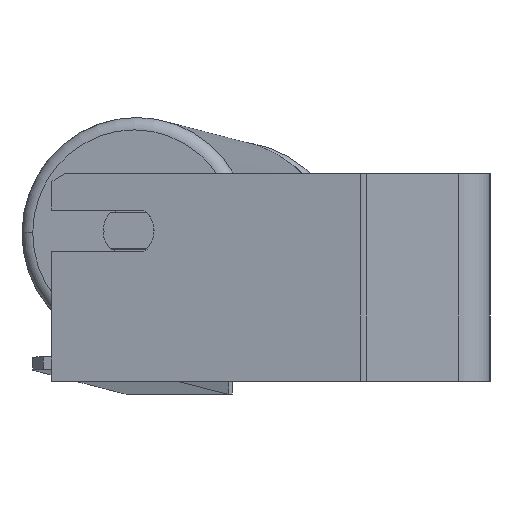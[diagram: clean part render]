
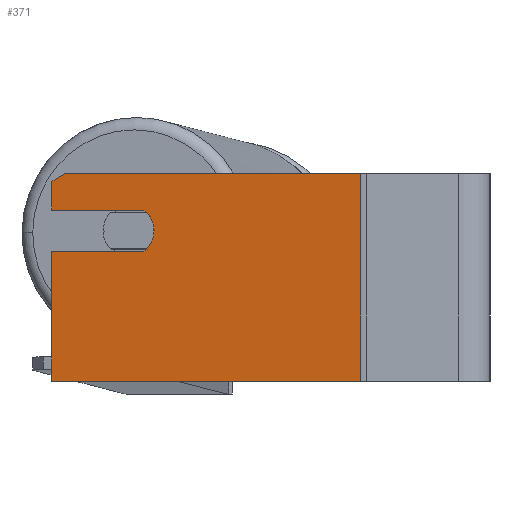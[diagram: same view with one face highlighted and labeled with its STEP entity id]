
A CAD part, left-side view. The second image highlights one B-rep face of the part: STEP entity #371.
In plain terms, the highlighted planar face has unit normal (-0.985, 0.174, 0).
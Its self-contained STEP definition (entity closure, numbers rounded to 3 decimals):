
#5 = LINE ( 'NONE', #8280, #4895 ) ;
#101 = CARTESIAN_POINT ( 'NONE',  ( -338.809, 169.057, 37.113 ) ) ;
#168 = VECTOR ( 'NONE', #454, 1000. ) ;
#196 = VECTOR ( 'NONE', #3983, 1000. ) ;
#225 = CARTESIAN_POINT ( 'NONE',  ( -338.809, 169.057, -40. ) ) ;
#296 = LINE ( 'NONE', #7252, #1752 ) ;
#371 = ADVANCED_FACE ( 'NONE', ( #942 ), #7896, .F. ) ;
#447 = LINE ( 'NONE', #1733, #1312 ) ;
#454 = DIRECTION ( 'NONE',  ( 0.15, 0.853, -0.5 ) ) ;
#547 = ORIENTED_EDGE ( 'NONE', *, *, #1355, .F. ) ;
#549 = VERTEX_POINT ( 'NONE', #8431 ) ;
#716 = VERTEX_POINT ( 'NONE', #7842 ) ;
#775 = EDGE_CURVE ( 'NONE', #8126, #4432, #296, .T. ) ;
#831 = ORIENTED_EDGE ( 'NONE', *, *, #775, .T. ) ;
#836 = VERTEX_POINT ( 'NONE', #4476 ) ;
#879 = EDGE_CURVE ( 'NONE', #6386, #716, #6623, .T. ) ;
#904 = AXIS2_PLACEMENT_3D ( 'NONE', #7803, #4490, #7220 ) ;
#942 = FACE_OUTER_BOUND ( 'NONE', #3486, .T. ) ;
#952 = EDGE_CURVE ( 'NONE', #549, #8126, #7416, .T. ) ;
#1012 = DIRECTION ( 'NONE',  ( -0.174, -0.985, 0. ) ) ;
#1236 = ORIENTED_EDGE ( 'NONE', *, *, #879, .F. ) ;
#1312 = VECTOR ( 'NONE', #8744, 1000. ) ;
#1355 = EDGE_CURVE ( 'NONE', #4810, #4432, #447, .T. ) ;
#1733 = CARTESIAN_POINT ( 'NONE',  ( -345.061, 133.604, 26. ) ) ;
#1752 = VECTOR ( 'NONE', #8577, 1000. ) ;
#1847 = EDGE_CURVE ( 'NONE', #6386, #1965, #6853, .T. ) ;
#1888 = LINE ( 'NONE', #5483, #3904 ) ;
#1965 = VERTEX_POINT ( 'NONE', #225 ) ;
#2151 = DIRECTION ( 'NONE',  ( -0.174, -0.985, 0. ) ) ;
#2152 = ORIENTED_EDGE ( 'NONE', *, *, #8409, .F. ) ;
#2429 = CARTESIAN_POINT ( 'NONE',  ( -359.818, 49.912, 40. ) ) ;
#2443 = EDGE_CURVE ( 'NONE', #6724, #4665, #7450, .T. ) ;
#2545 = ORIENTED_EDGE ( 'NONE', *, *, #8309, .F. ) ;
#2921 = DIRECTION ( 'NONE',  ( -0.985, 0.174, 0. ) ) ;
#3170 = CARTESIAN_POINT ( 'NONE',  ( -359.818, 49.912, 40. ) ) ;
#3208 = CARTESIAN_POINT ( 'NONE',  ( -345.061, 133.604, 10. ) ) ;
#3486 = EDGE_LOOP ( 'NONE', ( #2545, #6342, #831, #547, #6556, #2152, #1236, #6462, #6233, #7224 ) ) ;
#3904 = VECTOR ( 'NONE', #8120, 1000. ) ;
#3947 = CARTESIAN_POINT ( 'NONE',  ( -338.809, 169.057, 37.113 ) ) ;
#3983 = DIRECTION ( 'NONE',  ( 0., 0., -1. ) ) ;
#4098 = DIRECTION ( 'NONE',  ( 0., 0., -1. ) ) ;
#4147 = CARTESIAN_POINT ( 'NONE',  ( -344.019, 139.513, 18. ) ) ;
#4295 = EDGE_CURVE ( 'NONE', #1965, #4665, #5, .T. ) ;
#4358 = CIRCLE ( 'NONE', #6968, 10. ) ;
#4432 = VERTEX_POINT ( 'NONE', #6007 ) ;
#4476 = CARTESIAN_POINT ( 'NONE',  ( -345.755, 129.664, 18. ) ) ;
#4490 = DIRECTION ( 'NONE',  ( 0.985, -0.174, 0. ) ) ;
#4665 = VERTEX_POINT ( 'NONE', #7441 ) ;
#4810 = VERTEX_POINT ( 'NONE', #5177 ) ;
#4895 = VECTOR ( 'NONE', #2151, 1000. ) ;
#5177 = CARTESIAN_POINT ( 'NONE',  ( -345.061, 133.604, 26. ) ) ;
#5395 = CARTESIAN_POINT ( 'NONE',  ( -338.809, 169.057, 40. ) ) ;
#5435 = VECTOR ( 'NONE', #4098, 1000. ) ;
#5483 = CARTESIAN_POINT ( 'NONE',  ( -338.809, 169.057, 40. ) ) ;
#5960 = AXIS2_PLACEMENT_3D ( 'NONE', #6962, #6201, #8961 ) ;
#5992 = CARTESIAN_POINT ( 'NONE',  ( -338.809, 169.057, 10. ) ) ;
#6007 = CARTESIAN_POINT ( 'NONE',  ( -338.809, 169.057, 26. ) ) ;
#6201 = DIRECTION ( 'NONE',  ( -0.985, 0.174, 0. ) ) ;
#6233 = ORIENTED_EDGE ( 'NONE', *, *, #4295, .T. ) ;
#6342 = ORIENTED_EDGE ( 'NONE', *, *, #952, .T. ) ;
#6359 = DIRECTION ( 'NONE',  ( -0.174, -0.985, 0. ) ) ;
#6386 = VERTEX_POINT ( 'NONE', #5992 ) ;
#6462 = ORIENTED_EDGE ( 'NONE', *, *, #1847, .T. ) ;
#6556 = ORIENTED_EDGE ( 'NONE', *, *, #7620, .F. ) ;
#6623 = LINE ( 'NONE', #3208, #8476 ) ;
#6724 = VERTEX_POINT ( 'NONE', #3170 ) ;
#6853 = LINE ( 'NONE', #5395, #5435 ) ;
#6962 = CARTESIAN_POINT ( 'NONE',  ( -344.019, 139.513, 18. ) ) ;
#6968 = AXIS2_PLACEMENT_3D ( 'NONE', #4147, #2921, #6359 ) ;
#7220 = DIRECTION ( 'NONE',  ( 0.174, 0.985, 0. ) ) ;
#7224 = ORIENTED_EDGE ( 'NONE', *, *, #2443, .F. ) ;
#7252 = CARTESIAN_POINT ( 'NONE',  ( -338.809, 169.057, 40. ) ) ;
#7416 = LINE ( 'NONE', #3947, #168 ) ;
#7441 = CARTESIAN_POINT ( 'NONE',  ( -359.818, 49.912, -40. ) ) ;
#7450 = LINE ( 'NONE', #2429, #196 ) ;
#7620 = EDGE_CURVE ( 'NONE', #836, #4810, #8844, .T. ) ;
#7803 = CARTESIAN_POINT ( 'NONE',  ( -338.809, 169.057, 40. ) ) ;
#7842 = CARTESIAN_POINT ( 'NONE',  ( -345.061, 133.604, 10. ) ) ;
#7896 = PLANE ( 'NONE',  #904 ) ;
#8120 = DIRECTION ( 'NONE',  ( -0.174, -0.985, 0. ) ) ;
#8126 = VERTEX_POINT ( 'NONE', #101 ) ;
#8280 = CARTESIAN_POINT ( 'NONE',  ( -338.809, 169.057, -40. ) ) ;
#8309 = EDGE_CURVE ( 'NONE', #549, #6724, #1888, .T. ) ;
#8409 = EDGE_CURVE ( 'NONE', #716, #836, #4358, .T. ) ;
#8431 = CARTESIAN_POINT ( 'NONE',  ( -339.678, 164.133, 40. ) ) ;
#8476 = VECTOR ( 'NONE', #1012, 1000. ) ;
#8577 = DIRECTION ( 'NONE',  ( 0., 0., -1. ) ) ;
#8744 = DIRECTION ( 'NONE',  ( 0.174, 0.985, 0. ) ) ;
#8844 = CIRCLE ( 'NONE', #5960, 10. ) ;
#8961 = DIRECTION ( 'NONE',  ( -0.174, -0.985, 0. ) ) ;
